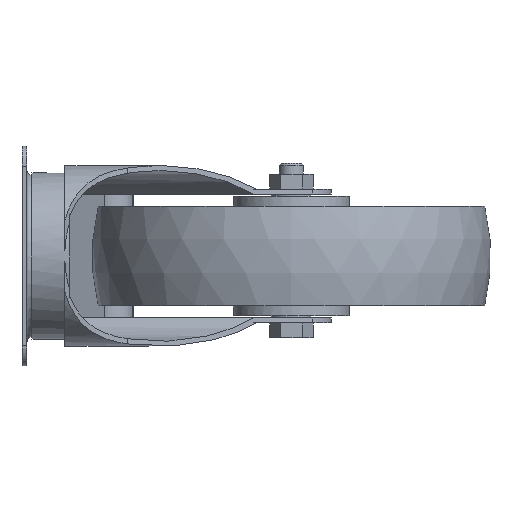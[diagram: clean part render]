
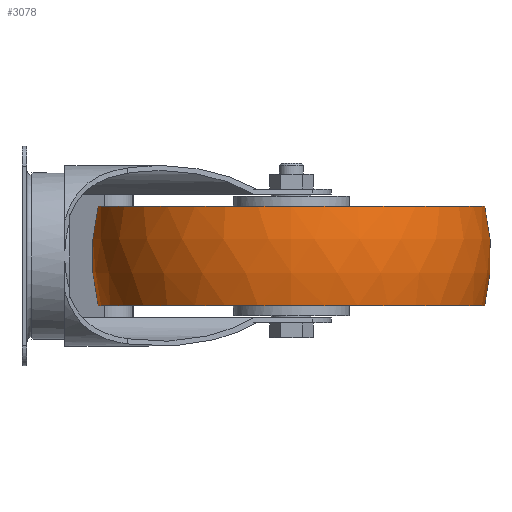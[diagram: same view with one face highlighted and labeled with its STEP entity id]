
A CAD part, left-side view. The second image highlights one B-rep face of the part: STEP entity #3078.
In plain terms, the highlighted spherical face has radius 100 mm.
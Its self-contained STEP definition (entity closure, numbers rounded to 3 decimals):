
#21=SPHERICAL_SURFACE('',#3351,100.);
#178=CIRCLE('',#3350,96.825);
#179=CIRCLE('',#3352,96.825);
#650=ORIENTED_EDGE('',*,*,#1402,.T.);
#651=ORIENTED_EDGE('',*,*,#1403,.F.);
#1402=EDGE_CURVE('',#1781,#1781,#178,.T.);
#1403=EDGE_CURVE('',#1782,#1782,#179,.T.);
#1781=VERTEX_POINT('',#5028);
#1782=VERTEX_POINT('',#5031);
#2573=EDGE_LOOP('',(#650));
#2574=EDGE_LOOP('',(#651));
#2779=FACE_BOUND('',#2573,.T.);
#2780=FACE_BOUND('',#2574,.T.);
#3078=ADVANCED_FACE('',(#2779,#2780),#21,.T.);
#3350=AXIS2_PLACEMENT_3D('',#5027,#4002,#4003);
#3351=AXIS2_PLACEMENT_3D('',#5029,#4004,#4005);
#3352=AXIS2_PLACEMENT_3D('',#5030,#4006,#4007);
#4002=DIRECTION('',(0.,0.,-1.));
#4003=DIRECTION('',(-1.,0.,0.));
#4004=DIRECTION('',(0.,0.,-1.));
#4005=DIRECTION('',(0.,1.,0.));
#4006=DIRECTION('',(0.,0.,-1.));
#4007=DIRECTION('',(-1.,0.,0.));
#5027=CARTESIAN_POINT('',(0.,0.,25.));
#5028=CARTESIAN_POINT('',(-96.825,0.,25.));
#5029=CARTESIAN_POINT('',(0.,0.,0.));
#5030=CARTESIAN_POINT('',(0.,0.,-25.));
#5031=CARTESIAN_POINT('',(-96.825,0.,-25.));
